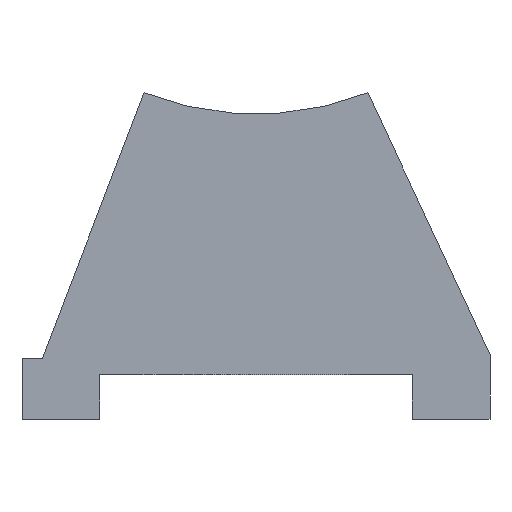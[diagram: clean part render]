
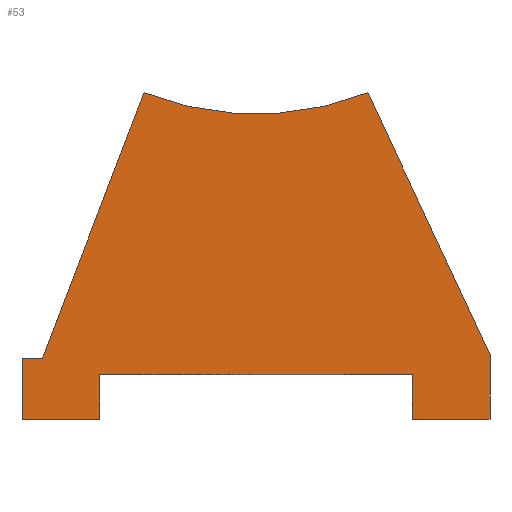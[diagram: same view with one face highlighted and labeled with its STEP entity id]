
A CAD part, front view. The second image highlights one B-rep face of the part: STEP entity #53.
In plain terms, the highlighted planar face has unit normal (0, -1, 0).
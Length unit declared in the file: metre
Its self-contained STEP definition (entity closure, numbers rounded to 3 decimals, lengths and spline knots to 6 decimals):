
#53 = ADVANCED_FACE( '', ( #123 ), #124, .F. );
#123 = FACE_OUTER_BOUND( '', #217, .T. );
#124 = PLANE( '', #218 );
#217 = EDGE_LOOP( '', ( #313, #314, #315, #316, #317, #318, #319, #320, #321, #322, #323 ) );
#218 = AXIS2_PLACEMENT_3D( '', #324, #325, #326 );
#313 = ORIENTED_EDGE( '', *, *, #528, .T. );
#314 = ORIENTED_EDGE( '', *, *, #533, .T. );
#315 = ORIENTED_EDGE( '', *, *, #534, .T. );
#316 = ORIENTED_EDGE( '', *, *, #535, .T. );
#317 = ORIENTED_EDGE( '', *, *, #536, .T. );
#318 = ORIENTED_EDGE( '', *, *, #537, .T. );
#319 = ORIENTED_EDGE( '', *, *, #538, .T. );
#320 = ORIENTED_EDGE( '', *, *, #539, .T. );
#321 = ORIENTED_EDGE( '', *, *, #540, .T. );
#322 = ORIENTED_EDGE( '', *, *, #541, .T. );
#323 = ORIENTED_EDGE( '', *, *, #542, .T. );
#324 = CARTESIAN_POINT( '', ( 0., 0., 0.03 ) );
#325 = DIRECTION( '', ( 0., 1., 0. ) );
#326 = DIRECTION( '', ( 0., 0., 1. ) );
#528 = EDGE_CURVE( '', #619, #620, #621, .T. );
#533 = EDGE_CURVE( '', #620, #628, #629, .T. );
#534 = EDGE_CURVE( '', #628, #630, #631, .T. );
#535 = EDGE_CURVE( '', #630, #632, #633, .T. );
#536 = EDGE_CURVE( '', #632, #634, #635, .T. );
#537 = EDGE_CURVE( '', #634, #636, #637, .T. );
#538 = EDGE_CURVE( '', #636, #638, #639, .T. );
#539 = EDGE_CURVE( '', #638, #640, #641, .T. );
#540 = EDGE_CURVE( '', #640, #642, #643, .T. );
#541 = EDGE_CURVE( '', #642, #644, #645, .T. );
#542 = EDGE_CURVE( '', #644, #619, #646, .T. );
#619 = VERTEX_POINT( '', #829 );
#620 = VERTEX_POINT( '', #830 );
#621 = LINE( '', #831, #832 );
#628 = VERTEX_POINT( '', #842 );
#629 = LINE( '', #843, #844 );
#630 = VERTEX_POINT( '', #845 );
#631 = CIRCLE( '', #846, 0.015 );
#632 = VERTEX_POINT( '', #847 );
#633 = LINE( '', #848, #849 );
#634 = VERTEX_POINT( '', #850 );
#635 = LINE( '', #851, #852 );
#636 = VERTEX_POINT( '', #853 );
#637 = LINE( '', #854, #855 );
#638 = VERTEX_POINT( '', #856 );
#639 = LINE( '', #857, #858 );
#640 = VERTEX_POINT( '', #859 );
#641 = LINE( '', #860, #861 );
#642 = VERTEX_POINT( '', #862 );
#643 = LINE( '', #863, #864 );
#644 = VERTEX_POINT( '', #865 );
#645 = LINE( '', #866, #867 );
#646 = LINE( '', #868, #869 );
#829 = CARTESIAN_POINT( '', ( 0.0115, 0., 0. ) );
#830 = CARTESIAN_POINT( '', ( 0.0115, 0., 0.003178 ) );
#831 = CARTESIAN_POINT( '', ( 0.0115, 0., 0.003178 ) );
#832 = VECTOR( '', #1405, 1. );
#842 = CARTESIAN_POINT( '', ( 0.0055, 0., 0.016045 ) );
#843 = CARTESIAN_POINT( '', ( 0.0115, 0., 0.003178 ) );
#844 = VECTOR( '', #1409, 1. );
#845 = CARTESIAN_POINT( '', ( -0.0055, 0., 0.016045 ) );
#846 = AXIS2_PLACEMENT_3D( '', #1410, #1411, #1412 );
#847 = CARTESIAN_POINT( '', ( -0.0105, 0., 0.003 ) );
#848 = CARTESIAN_POINT( '', ( -0.0105, 0., 0.003 ) );
#849 = VECTOR( '', #1413, 1. );
#850 = CARTESIAN_POINT( '', ( -0.0115, 0., 0.003 ) );
#851 = CARTESIAN_POINT( '', ( -0.0115, 0., 0.003 ) );
#852 = VECTOR( '', #1414, 1. );
#853 = CARTESIAN_POINT( '', ( -0.0115, 0., 0. ) );
#854 = CARTESIAN_POINT( '', ( -0.0115, 0., 0. ) );
#855 = VECTOR( '', #1415, 1. );
#856 = CARTESIAN_POINT( '', ( -0.007667, 0., 0. ) );
#857 = CARTESIAN_POINT( '', ( -0.0115, 0., 0. ) );
#858 = VECTOR( '', #1416, 1. );
#859 = CARTESIAN_POINT( '', ( -0.007667, 0., 0.00219 ) );
#860 = CARTESIAN_POINT( '', ( -0.007667, 0., 0. ) );
#861 = VECTOR( '', #1417, 1. );
#862 = CARTESIAN_POINT( '', ( 0.007667, 0., 0.00219 ) );
#863 = CARTESIAN_POINT( '', ( -0.007667, 0., 0.00219 ) );
#864 = VECTOR( '', #1418, 1. );
#865 = CARTESIAN_POINT( '', ( 0.007667, 0., 0. ) );
#866 = CARTESIAN_POINT( '', ( 0.007667, 0., 0.00219 ) );
#867 = VECTOR( '', #1419, 1. );
#868 = CARTESIAN_POINT( '', ( 0.0115, 0., 0. ) );
#869 = VECTOR( '', #1420, 1. );
#1405 = DIRECTION( '', ( 0., 0., 1. ) );
#1409 = DIRECTION( '', ( -0.423, 0., 0.906 ) );
#1410 = CARTESIAN_POINT( '', ( 0., 0., 0.03 ) );
#1411 = DIRECTION( '', ( 0., 1., 0. ) );
#1412 = DIRECTION( '', ( 1., 0., 0. ) );
#1413 = DIRECTION( '', ( -0.358, 0., -0.934 ) );
#1414 = DIRECTION( '', ( -1., 0., 0. ) );
#1415 = DIRECTION( '', ( 0., 0., -1. ) );
#1416 = DIRECTION( '', ( 1., 0., 0. ) );
#1417 = DIRECTION( '', ( 0., 0., 1. ) );
#1418 = DIRECTION( '', ( 1., 0., 0. ) );
#1419 = DIRECTION( '', ( 0., 0., -1. ) );
#1420 = DIRECTION( '', ( 1., 0., 0. ) );
